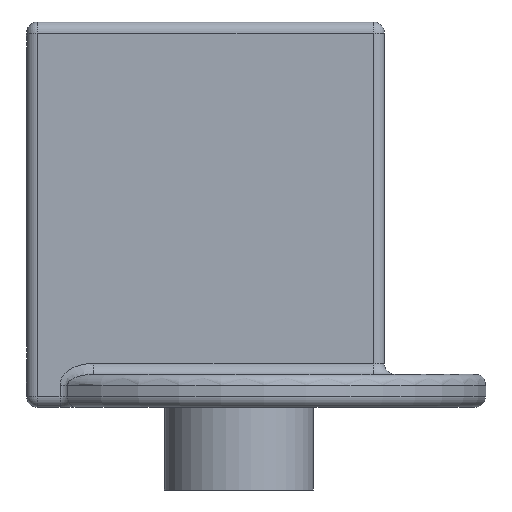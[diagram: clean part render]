
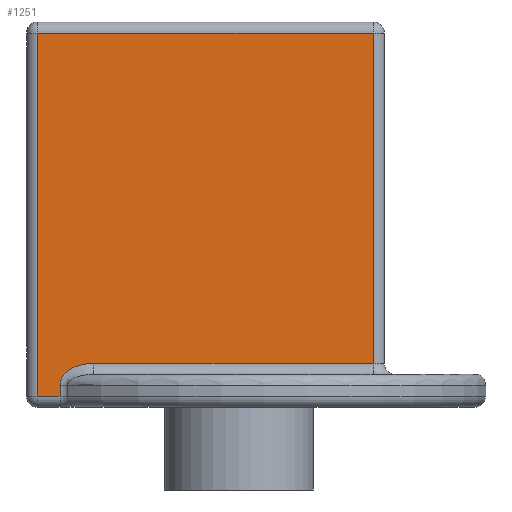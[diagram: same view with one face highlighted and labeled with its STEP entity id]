
A CAD part, front view. The second image highlights one B-rep face of the part: STEP entity #1251.
In plain terms, the highlighted planar face has unit normal (0, -1, 0).
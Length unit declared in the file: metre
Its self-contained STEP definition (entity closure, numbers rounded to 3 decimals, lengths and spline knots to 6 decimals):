
#35=B_SPLINE_CURVE_WITH_KNOTS('',3,(#2159,#2160,#2161,#2162,#2163,#2164,
#2165),.UNSPECIFIED.,.F.,.F.,(4,1,1,1,4),(0.,0.00201,0.00402,
0.006029,0.008039),.UNSPECIFIED.);
#303=ORIENTED_EDGE('',*,*,#633,.T.);
#304=ORIENTED_EDGE('',*,*,#634,.T.);
#305=ORIENTED_EDGE('',*,*,#635,.T.);
#306=ORIENTED_EDGE('',*,*,#636,.T.);
#307=ORIENTED_EDGE('',*,*,#637,.T.);
#308=ORIENTED_EDGE('',*,*,#638,.F.);
#309=ORIENTED_EDGE('',*,*,#639,.T.);
#633=EDGE_CURVE('',#805,#806,#890,.F.);
#634=EDGE_CURVE('',#806,#807,#891,.F.);
#635=EDGE_CURVE('',#807,#808,#892,.T.);
#636=EDGE_CURVE('',#808,#809,#893,.T.);
#637=EDGE_CURVE('',#809,#810,#894,.T.);
#638=EDGE_CURVE('',#811,#810,#35,.T.);
#639=EDGE_CURVE('',#811,#805,#895,.T.);
#805=VERTEX_POINT('',#2149);
#806=VERTEX_POINT('',#2150);
#807=VERTEX_POINT('',#2152);
#808=VERTEX_POINT('',#2154);
#809=VERTEX_POINT('',#2156);
#810=VERTEX_POINT('',#2158);
#811=VERTEX_POINT('',#2166);
#890=LINE('',#2148,#972);
#891=LINE('',#2151,#973);
#892=LINE('',#2153,#974);
#893=LINE('',#2155,#975);
#894=LINE('',#2157,#976);
#895=LINE('',#2167,#977);
#972=VECTOR('',#1683,1.);
#973=VECTOR('',#1684,1.);
#974=VECTOR('',#1685,1.);
#975=VECTOR('',#1686,1.);
#976=VECTOR('',#1687,1.);
#977=VECTOR('',#1688,1.);
#1033=EDGE_LOOP('',(#303,#304,#305,#306,#307,#308,#309));
#1141=FACE_BOUND('',#1033,.T.);
#1219=PLANE('',#1378);
#1251=ADVANCED_FACE('',(#1141),#1219,.F.);
#1378=AXIS2_PLACEMENT_3D('',#2147,#1681,#1682);
#1681=DIRECTION('',(0.,1.,0.));
#1682=DIRECTION('',(0.,0.,1.));
#1683=DIRECTION('',(0.,0.,-1.));
#1684=DIRECTION('',(1.,0.,0.));
#1685=DIRECTION('',(0.,0.,-1.));
#1686=DIRECTION('',(1.,0.,0.));
#1687=DIRECTION('',(0.,0.,1.));
#1688=DIRECTION('',(1.,0.,0.));
#2147=CARTESIAN_POINT('',(0.03,-0.002,0.07));
#2148=CARTESIAN_POINT('',(0.058,-0.002,0.07));
#2149=CARTESIAN_POINT('',(0.058,-0.002,0.008));
#2150=CARTESIAN_POINT('',(0.058,-0.002,0.068));
#2151=CARTESIAN_POINT('',(-0.005,-0.002,0.068));
#2152=CARTESIAN_POINT('',(-0.003,-0.002,0.068));
#2153=CARTESIAN_POINT('',(-0.003,-0.002,0.));
#2154=CARTESIAN_POINT('',(-0.003,-0.002,0.002));
#2155=CARTESIAN_POINT('',(0.03,-0.002,0.002));
#2156=CARTESIAN_POINT('',(0.001091,-0.002,0.002));
#2157=CARTESIAN_POINT('',(0.001091,-0.002,0.006));
#2158=CARTESIAN_POINT('',(0.001091,-0.002,0.004));
#2159=CARTESIAN_POINT('',(0.007216,-0.002,0.008));
#2160=CARTESIAN_POINT('',(0.006541,-0.002,0.008));
#2161=CARTESIAN_POINT('',(0.005202,-0.002,0.007874));
#2162=CARTESIAN_POINT('',(0.003279,-0.002,0.007233));
#2163=CARTESIAN_POINT('',(0.001623,-0.002,0.005988));
#2164=CARTESIAN_POINT('',(0.001091,-0.002,0.004682));
#2165=CARTESIAN_POINT('',(0.001091,-0.002,0.004));
#2166=CARTESIAN_POINT('',(0.007216,-0.002,0.008));
#2167=CARTESIAN_POINT('',(0.03,-0.002,0.008));
